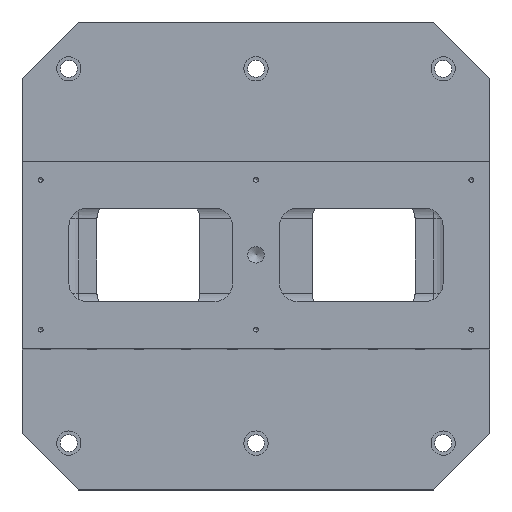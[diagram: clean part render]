
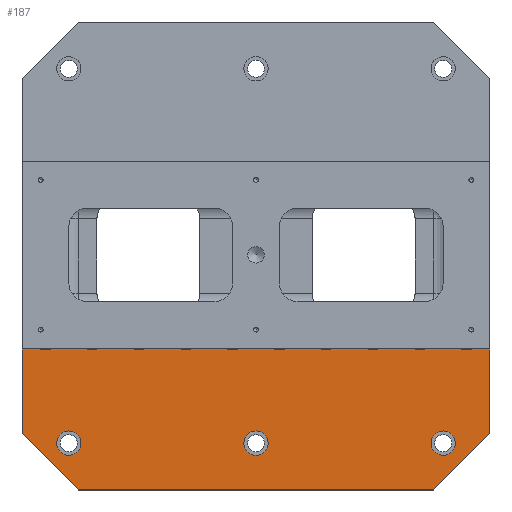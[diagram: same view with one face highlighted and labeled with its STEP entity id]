
A CAD part, top view. The second image highlights one B-rep face of the part: STEP entity #187.
In plain terms, the highlighted planar face has unit normal (0, 0, 1).
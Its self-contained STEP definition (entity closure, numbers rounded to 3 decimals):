
#187 = ADVANCED_FACE( '', ( #1059, #1060, #1061, #1062 ), #1063, .T. );
#1059 = FACE_BOUND( '', #2931, .T. );
#1060 = FACE_BOUND( '', #2932, .T. );
#1061 = FACE_BOUND( '', #2933, .T. );
#1062 = FACE_OUTER_BOUND( '', #2934, .T. );
#1063 = PLANE( '', #2935 );
#2931 = EDGE_LOOP( '', ( #5450 ) );
#2932 = EDGE_LOOP( '', ( #5451 ) );
#2933 = EDGE_LOOP( '', ( #5452 ) );
#2934 = EDGE_LOOP( '', ( #5453, #5454, #5455, #5456, #5457, #5458 ) );
#2935 = AXIS2_PLACEMENT_3D( '', #5459, #5460, #5461 );
#5450 = ORIENTED_EDGE( '', *, *, #8619, .T. );
#5451 = ORIENTED_EDGE( '', *, *, #8615, .T. );
#5452 = ORIENTED_EDGE( '', *, *, #8622, .T. );
#5453 = ORIENTED_EDGE( '', *, *, #8637, .T. );
#5454 = ORIENTED_EDGE( '', *, *, #8342, .T. );
#5455 = ORIENTED_EDGE( '', *, *, #8638, .T. );
#5456 = ORIENTED_EDGE( '', *, *, #8639, .T. );
#5457 = ORIENTED_EDGE( '', *, *, #8633, .T. );
#5458 = ORIENTED_EDGE( '', *, *, #8141, .T. );
#5459 = CARTESIAN_POINT( '', ( -250., -250., 50. ) );
#5460 = DIRECTION( '', ( 0., 0., 1. ) );
#5461 = DIRECTION( '', ( 1., 0., 0. ) );
#8141 = EDGE_CURVE( '', #9202, #9203, #9204, .F. );
#8342 = EDGE_CURVE( '', #9562, #9563, #9564, .F. );
#8615 = EDGE_CURVE( '', #10043, #10043, #10044, .T. );
#8619 = EDGE_CURVE( '', #10051, #10051, #10052, .T. );
#8622 = EDGE_CURVE( '', #10057, #10057, #10058, .T. );
#8633 = EDGE_CURVE( '', #10077, #9202, #10078, .T. );
#8637 = EDGE_CURVE( '', #9203, #9562, #10084, .T. );
#8638 = EDGE_CURVE( '', #9563, #10085, #10086, .T. );
#8639 = EDGE_CURVE( '', #10085, #10077, #10087, .T. );
#9202 = VERTEX_POINT( '', #11065 );
#9203 = VERTEX_POINT( '', #11066 );
#9204 = LINE( '', #11067, #11068 );
#9562 = VERTEX_POINT( '', #11847 );
#9563 = VERTEX_POINT( '', #11848 );
#9564 = LINE( '', #11849, #11850 );
#10043 = VERTEX_POINT( '', #12562 );
#10044 = CIRCLE( '', #12563, 13. );
#10051 = VERTEX_POINT( '', #12570 );
#10052 = CIRCLE( '', #12571, 13. );
#10057 = VERTEX_POINT( '', #12576 );
#10058 = CIRCLE( '', #12577, 13. );
#10077 = VERTEX_POINT( '', #12600 );
#10078 = LINE( '', #12601, #12602 );
#10084 = LINE( '', #12611, #12612 );
#10085 = VERTEX_POINT( '', #12613 );
#10086 = LINE( '', #12614, #12615 );
#10087 = LINE( '', #12616, #12617 );
#11065 = CARTESIAN_POINT( '', ( -250., -190., 50. ) );
#11066 = CARTESIAN_POINT( '', ( -190., -250., 50. ) );
#11067 = CARTESIAN_POINT( '', ( -220., -220., 50. ) );
#11068 = VECTOR( '', #13671, 1000. );
#11847 = CARTESIAN_POINT( '', ( 190., -250., 50. ) );
#11848 = CARTESIAN_POINT( '', ( 250., -190., 50. ) );
#11849 = CARTESIAN_POINT( '', ( -30., -470., 50. ) );
#11850 = VECTOR( '', #14090, 1000. );
#12562 = CARTESIAN_POINT( '', ( 0., -213., 50. ) );
#12563 = AXIS2_PLACEMENT_3D( '', #14705, #14706, #14707 );
#12570 = CARTESIAN_POINT( '', ( -200., -213., 50. ) );
#12571 = AXIS2_PLACEMENT_3D( '', #14717, #14718, #14719 );
#12576 = CARTESIAN_POINT( '', ( 200., -213., 50. ) );
#12577 = AXIS2_PLACEMENT_3D( '', #14726, #14727, #14728 );
#12600 = CARTESIAN_POINT( '', ( -250., -100., 50. ) );
#12601 = CARTESIAN_POINT( '', ( -250., 250., 50. ) );
#12602 = VECTOR( '', #14751, 1000. );
#12611 = CARTESIAN_POINT( '', ( -250., -250., 50. ) );
#12612 = VECTOR( '', #14755, 1000. );
#12613 = CARTESIAN_POINT( '', ( 250., -100., 50. ) );
#12614 = CARTESIAN_POINT( '', ( 250., -250., 50. ) );
#12615 = VECTOR( '', #14756, 1000. );
#12616 = CARTESIAN_POINT( '', ( -250., -100., 50. ) );
#12617 = VECTOR( '', #14757, 1000. );
#13671 = DIRECTION( '', ( -0.707, 0.707, 0. ) );
#14090 = DIRECTION( '', ( -0.707, -0.707, 0. ) );
#14705 = CARTESIAN_POINT( '', ( 0., -200., 50. ) );
#14706 = DIRECTION( '', ( 0., 0., -1. ) );
#14707 = DIRECTION( '', ( 0., -1., 0. ) );
#14717 = CARTESIAN_POINT( '', ( -200., -200., 50. ) );
#14718 = DIRECTION( '', ( 0., 0., -1. ) );
#14719 = DIRECTION( '', ( 0., -1., 0. ) );
#14726 = CARTESIAN_POINT( '', ( 200., -200., 50. ) );
#14727 = DIRECTION( '', ( 0., 0., -1. ) );
#14728 = DIRECTION( '', ( 0., -1., 0. ) );
#14751 = DIRECTION( '', ( 0., -1., 0. ) );
#14755 = DIRECTION( '', ( 1., 0., 0. ) );
#14756 = DIRECTION( '', ( 0., 1., 0. ) );
#14757 = DIRECTION( '', ( -1., 0., 0. ) );
